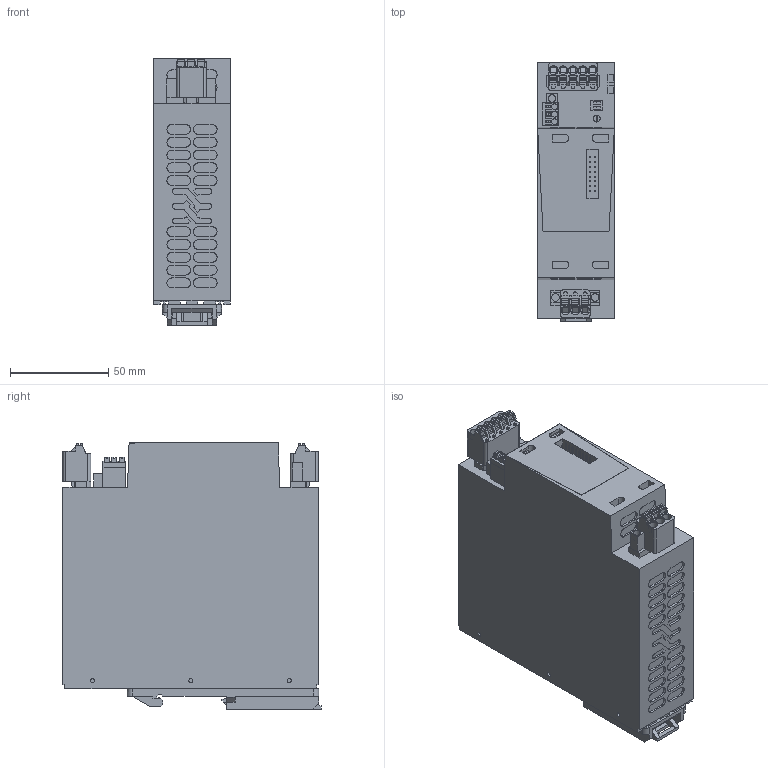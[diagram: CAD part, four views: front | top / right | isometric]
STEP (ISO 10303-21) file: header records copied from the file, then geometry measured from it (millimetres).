
FILE_DESCRIPTION(('CATIA V5 STEP Exchange','CAx-IF Rec.Pracs.--- Model Styling and Organization---1.4--- 2014-01-23'),'2;1');
FILE_NAME ('10669984_6_2466880000_S3D_PRO_TOP1_240W_XXX.stp','2020-10-28T10:13:16+00:00',('none'),('Weidmueller'),'CATIA Version 5-6 Release 2016 SP3 HF44','CATIA V5 STEP AP214','none');
FILE_SCHEMA(('AUTOMOTIVE_DESIGN { 1 0 10303 214 1 1 1 1 }'));
Products named in the file (1): 2466880100
Bounding box: 39 x 131.2 x 135.4 mm (x, y, z)
Volume: 604953.8 mm3; surface area: 83948.5 mm2
Topology: 51 solids, 51 shells, 1794 faces, 5043 edges, 3486 vertices
Faces by surface type: plane 1373, cylinder 337, extrusion 62, torus 16, cone 6
Entity records: 59465 total; most frequent: CARTESIAN_POINT 14136, ORIENTED_EDGE 10086, DIRECTION 6938, EDGE_CURVE 5035, VECTOR 3690, LINE 3628, VERTEX_POINT 3476, AXIS2_PLACEMENT_3D 1955
